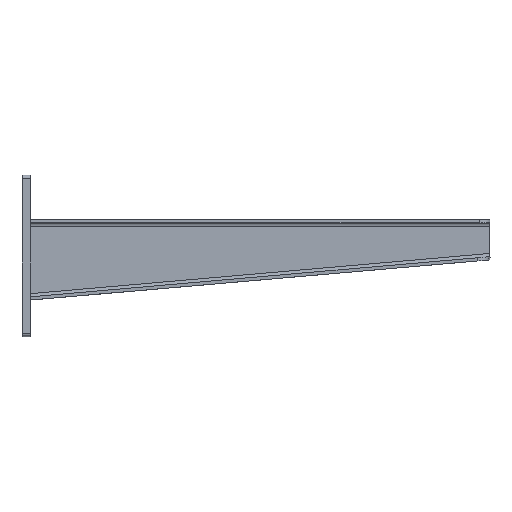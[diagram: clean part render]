
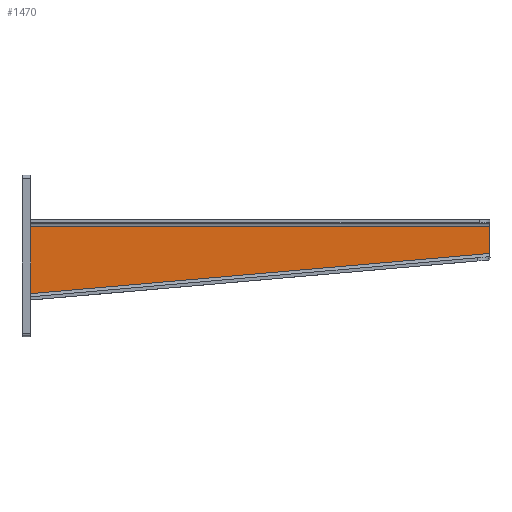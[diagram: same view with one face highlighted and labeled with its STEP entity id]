
A CAD part, top view. The second image highlights one B-rep face of the part: STEP entity #1470.
In plain terms, the highlighted planar face has unit normal (0, 0, 1).
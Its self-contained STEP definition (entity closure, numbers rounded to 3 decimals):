
#31 = CARTESIAN_POINT ( 'NONE',  ( -3., 39.22, 0. ) ) ;
#35 = CARTESIAN_POINT ( 'NONE',  ( -430., -23.594, 0. ) ) ;
#36 = CARTESIAN_POINT ( 'NONE',  ( -3., 13.763, 0. ) ) ;
#39 = CARTESIAN_POINT ( 'NONE',  ( -430., 39.22, 0. ) ) ;
#340 = ORIENTED_EDGE ( 'NONE', *, *, #2640, .T. ) ;
#400 = ORIENTED_EDGE ( 'NONE', *, *, #2644, .T. ) ;
#412 = ORIENTED_EDGE ( 'NONE', *, *, #2647, .F. ) ;
#424 = ORIENTED_EDGE ( 'NONE', *, *, #2638, .T. ) ;
#444 = EDGE_LOOP ( 'NONE', ( #424, #412, #400, #340 ) ) ;
#744 = VERTEX_POINT ( 'NONE', #31 ) ;
#748 = VERTEX_POINT ( 'NONE', #35 ) ;
#749 = VERTEX_POINT ( 'NONE', #36 ) ;
#752 = VERTEX_POINT ( 'NONE', #39 ) ;
#906 = FACE_OUTER_BOUND ( 'NONE', #444, .T. ) ;
#1142 = CARTESIAN_POINT ( 'NONE',  ( -3., 73.5, 0. ) ) ;
#1143 = DIRECTION ( 'NONE',  ( 0., 1., 0. ) ) ;
#1148 = CARTESIAN_POINT ( 'NONE',  ( -625.013, -40.656, 0. ) ) ;
#1149 = DIRECTION ( 'NONE',  ( -0.996, -0.087, 0. ) ) ;
#1470 = ADVANCED_FACE ( 'NONE', ( #906 ), #1621, .F. ) ;
#1614 = CARTESIAN_POINT ( 'NONE',  ( -635., 73.5, 0. ) ) ;
#1621 = PLANE ( 'NONE',  #2394 ) ;
#1623 = DIRECTION ( 'NONE',  ( 0., 0., -1. ) ) ;
#1624 = DIRECTION ( 'NONE',  ( -1., 0., 0. ) ) ;
#1918 = DIRECTION ( 'NONE',  ( 0., -1., 0. ) ) ;
#1919 = CARTESIAN_POINT ( 'NONE',  ( -430., 73.5, 0. ) ) ;
#1933 = CARTESIAN_POINT ( 'NONE',  ( -635., 39.22, 0. ) ) ;
#1934 = DIRECTION ( 'NONE',  ( -1., 0., 0. ) ) ;
#2009 = LINE ( 'NONE', #1919, #2011 ) ;
#2011 = VECTOR ( 'NONE', #1918, 1000. ) ;
#2012 = LINE ( 'NONE', #1933, #2015 ) ;
#2015 = VECTOR ( 'NONE', #1934, 1000. ) ;
#2019 = LINE ( 'NONE', #1142, #2022 ) ;
#2022 = VECTOR ( 'NONE', #1143, 1000. ) ;
#2025 = LINE ( 'NONE', #1148, #2028 ) ;
#2028 = VECTOR ( 'NONE', #1149, 1000. ) ;
#2394 = AXIS2_PLACEMENT_3D ( 'NONE', #1614, #1623, #1624 ) ;
#2638 = EDGE_CURVE ( 'NONE', #752, #748, #2009, .T. ) ;
#2640 = EDGE_CURVE ( 'NONE', #744, #752, #2012, .T. ) ;
#2644 = EDGE_CURVE ( 'NONE', #749, #744, #2019, .T. ) ;
#2647 = EDGE_CURVE ( 'NONE', #749, #748, #2025, .T. ) ;
